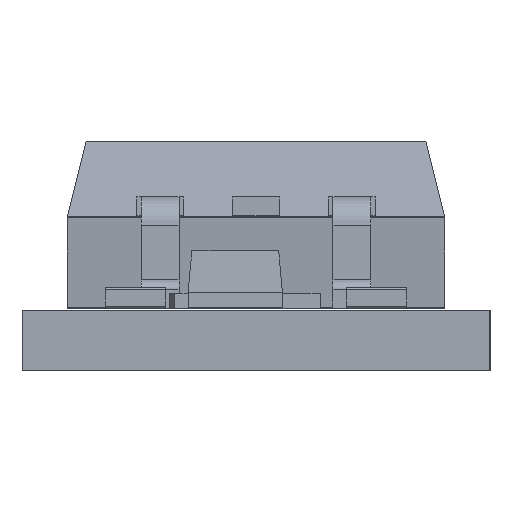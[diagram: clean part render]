
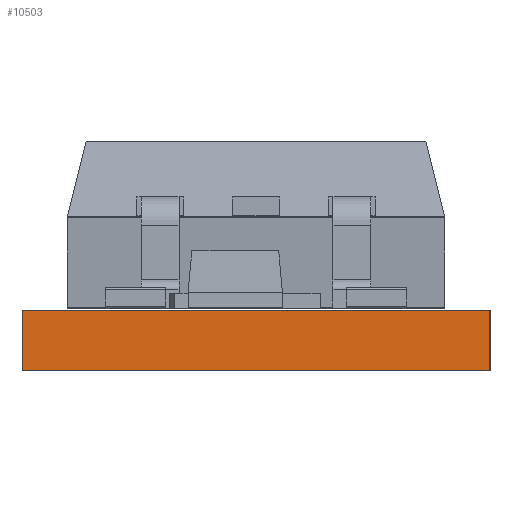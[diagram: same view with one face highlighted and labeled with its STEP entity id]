
A CAD part, left-side view. The second image highlights one B-rep face of the part: STEP entity #10503.
In plain terms, the highlighted planar face has unit normal (-1, 0, 0).
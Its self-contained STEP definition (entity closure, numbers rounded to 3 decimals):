
#10503 = ADVANCED_FACE('',(#10504),#10518,.F.);
#10504 = FACE_BOUND('',#10505,.F.);
#10505 = EDGE_LOOP('',(#10506,#10541,#10569,#10597));
#10506 = ORIENTED_EDGE('',*,*,#10507,.T.);
#10507 = EDGE_CURVE('',#10508,#10510,#10512,.T.);
#10508 = VERTEX_POINT('',#10509);
#10509 = CARTESIAN_POINT('',(148.,-93.8,0.));
#10510 = VERTEX_POINT('',#10511);
#10511 = CARTESIAN_POINT('',(148.,-93.8,1.6));
#10512 = SURFACE_CURVE('',#10513,(#10517,#10529),.PCURVE_S1.);
#10513 = LINE('',#10514,#10515);
#10514 = CARTESIAN_POINT('',(148.,-93.8,0.));
#10515 = VECTOR('',#10516,1.);
#10516 = DIRECTION('',(0.,0.,1.));
#10517 = PCURVE('',#10518,#10523);
#10518 = PLANE('',#10519);
#10519 = AXIS2_PLACEMENT_3D('',#10520,#10521,#10522);
#10520 = CARTESIAN_POINT('',(148.,-93.8,0.));
#10521 = DIRECTION('',(1.,0.,0.));
#10522 = DIRECTION('',(0.,-1.,0.));
#10523 = DEFINITIONAL_REPRESENTATION('',(#10524),#10528);
#10524 = LINE('',#10525,#10526);
#10525 = CARTESIAN_POINT('',(0.,0.));
#10526 = VECTOR('',#10527,1.);
#10527 = DIRECTION('',(0.,-1.));
#10528 = ( GEOMETRIC_REPRESENTATION_CONTEXT(2) 
PARAMETRIC_REPRESENTATION_CONTEXT() REPRESENTATION_CONTEXT('2D SPACE',''
  ) );
#10529 = PCURVE('',#10530,#10535);
#10530 = PLANE('',#10531);
#10531 = AXIS2_PLACEMENT_3D('',#10532,#10533,#10534);
#10532 = CARTESIAN_POINT('',(193.4,-93.8,0.));
#10533 = DIRECTION('',(0.,-1.,0.));
#10534 = DIRECTION('',(-1.,0.,0.));
#10535 = DEFINITIONAL_REPRESENTATION('',(#10536),#10540);
#10536 = LINE('',#10537,#10538);
#10537 = CARTESIAN_POINT('',(45.4,0.));
#10538 = VECTOR('',#10539,1.);
#10539 = DIRECTION('',(0.,-1.));
#10540 = ( GEOMETRIC_REPRESENTATION_CONTEXT(2) 
PARAMETRIC_REPRESENTATION_CONTEXT() REPRESENTATION_CONTEXT('2D SPACE',''
  ) );
#10541 = ORIENTED_EDGE('',*,*,#10542,.T.);
#10542 = EDGE_CURVE('',#10510,#10543,#10545,.T.);
#10543 = VERTEX_POINT('',#10544);
#10544 = CARTESIAN_POINT('',(148.,-106.2,1.6));
#10545 = SURFACE_CURVE('',#10546,(#10550,#10557),.PCURVE_S1.);
#10546 = LINE('',#10547,#10548);
#10547 = CARTESIAN_POINT('',(148.,-93.8,1.6));
#10548 = VECTOR('',#10549,1.);
#10549 = DIRECTION('',(0.,-1.,0.));
#10550 = PCURVE('',#10518,#10551);
#10551 = DEFINITIONAL_REPRESENTATION('',(#10552),#10556);
#10552 = LINE('',#10553,#10554);
#10553 = CARTESIAN_POINT('',(0.,-1.6));
#10554 = VECTOR('',#10555,1.);
#10555 = DIRECTION('',(1.,0.));
#10556 = ( GEOMETRIC_REPRESENTATION_CONTEXT(2) 
PARAMETRIC_REPRESENTATION_CONTEXT() REPRESENTATION_CONTEXT('2D SPACE',''
  ) );
#10557 = PCURVE('',#10558,#10563);
#10558 = PLANE('',#10559);
#10559 = AXIS2_PLACEMENT_3D('',#10560,#10561,#10562);
#10560 = CARTESIAN_POINT('',(170.7,-100.,1.6));
#10561 = DIRECTION('',(0.,0.,1.));
#10562 = DIRECTION('',(1.,0.,0.));
#10563 = DEFINITIONAL_REPRESENTATION('',(#10564),#10568);
#10564 = LINE('',#10565,#10566);
#10565 = CARTESIAN_POINT('',(-22.7,6.2));
#10566 = VECTOR('',#10567,1.);
#10567 = DIRECTION('',(0.,-1.));
#10568 = ( GEOMETRIC_REPRESENTATION_CONTEXT(2) 
PARAMETRIC_REPRESENTATION_CONTEXT() REPRESENTATION_CONTEXT('2D SPACE',''
  ) );
#10569 = ORIENTED_EDGE('',*,*,#10570,.F.);
#10570 = EDGE_CURVE('',#10571,#10543,#10573,.T.);
#10571 = VERTEX_POINT('',#10572);
#10572 = CARTESIAN_POINT('',(148.,-106.2,0.));
#10573 = SURFACE_CURVE('',#10574,(#10578,#10585),.PCURVE_S1.);
#10574 = LINE('',#10575,#10576);
#10575 = CARTESIAN_POINT('',(148.,-106.2,0.));
#10576 = VECTOR('',#10577,1.);
#10577 = DIRECTION('',(0.,0.,1.));
#10578 = PCURVE('',#10518,#10579);
#10579 = DEFINITIONAL_REPRESENTATION('',(#10580),#10584);
#10580 = LINE('',#10581,#10582);
#10581 = CARTESIAN_POINT('',(12.4,0.));
#10582 = VECTOR('',#10583,1.);
#10583 = DIRECTION('',(0.,-1.));
#10584 = ( GEOMETRIC_REPRESENTATION_CONTEXT(2) 
PARAMETRIC_REPRESENTATION_CONTEXT() REPRESENTATION_CONTEXT('2D SPACE',''
  ) );
#10585 = PCURVE('',#10586,#10591);
#10586 = PLANE('',#10587);
#10587 = AXIS2_PLACEMENT_3D('',#10588,#10589,#10590);
#10588 = CARTESIAN_POINT('',(148.,-106.2,0.));
#10589 = DIRECTION('',(0.,1.,0.));
#10590 = DIRECTION('',(1.,0.,0.));
#10591 = DEFINITIONAL_REPRESENTATION('',(#10592),#10596);
#10592 = LINE('',#10593,#10594);
#10593 = CARTESIAN_POINT('',(0.,0.));
#10594 = VECTOR('',#10595,1.);
#10595 = DIRECTION('',(0.,-1.));
#10596 = ( GEOMETRIC_REPRESENTATION_CONTEXT(2) 
PARAMETRIC_REPRESENTATION_CONTEXT() REPRESENTATION_CONTEXT('2D SPACE',''
  ) );
#10597 = ORIENTED_EDGE('',*,*,#10598,.F.);
#10598 = EDGE_CURVE('',#10508,#10571,#10599,.T.);
#10599 = SURFACE_CURVE('',#10600,(#10604,#10611),.PCURVE_S1.);
#10600 = LINE('',#10601,#10602);
#10601 = CARTESIAN_POINT('',(148.,-93.8,0.));
#10602 = VECTOR('',#10603,1.);
#10603 = DIRECTION('',(0.,-1.,0.));
#10604 = PCURVE('',#10518,#10605);
#10605 = DEFINITIONAL_REPRESENTATION('',(#10606),#10610);
#10606 = LINE('',#10607,#10608);
#10607 = CARTESIAN_POINT('',(0.,0.));
#10608 = VECTOR('',#10609,1.);
#10609 = DIRECTION('',(1.,0.));
#10610 = ( GEOMETRIC_REPRESENTATION_CONTEXT(2) 
PARAMETRIC_REPRESENTATION_CONTEXT() REPRESENTATION_CONTEXT('2D SPACE',''
  ) );
#10611 = PCURVE('',#10612,#10617);
#10612 = PLANE('',#10613);
#10613 = AXIS2_PLACEMENT_3D('',#10614,#10615,#10616);
#10614 = CARTESIAN_POINT('',(170.7,-100.,0.));
#10615 = DIRECTION('',(0.,0.,1.));
#10616 = DIRECTION('',(1.,0.,0.));
#10617 = DEFINITIONAL_REPRESENTATION('',(#10618),#10622);
#10618 = LINE('',#10619,#10620);
#10619 = CARTESIAN_POINT('',(-22.7,6.2));
#10620 = VECTOR('',#10621,1.);
#10621 = DIRECTION('',(0.,-1.));
#10622 = ( GEOMETRIC_REPRESENTATION_CONTEXT(2) 
PARAMETRIC_REPRESENTATION_CONTEXT() REPRESENTATION_CONTEXT('2D SPACE',''
  ) );
